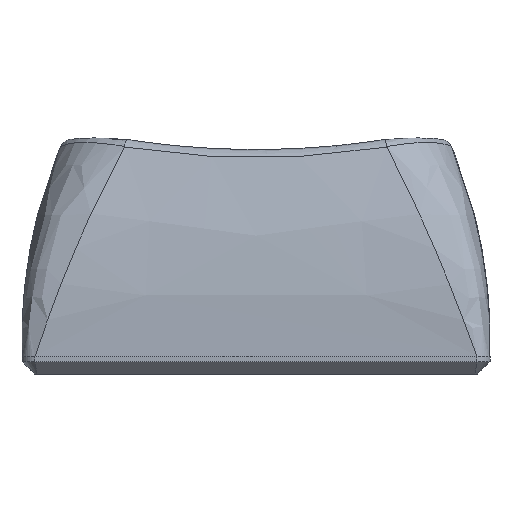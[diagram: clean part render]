
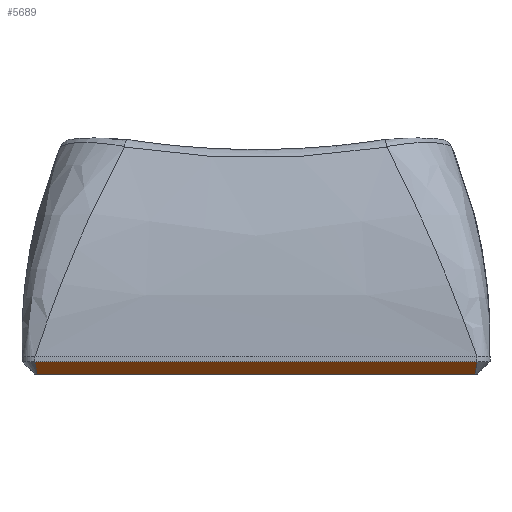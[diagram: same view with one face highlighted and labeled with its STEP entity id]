
A CAD part, front view. The second image highlights one B-rep face of the part: STEP entity #5689.
In plain terms, the highlighted planar face has unit normal (0, -0.707, -0.707).
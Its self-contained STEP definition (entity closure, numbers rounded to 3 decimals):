
#720 = PLANE('',#721);
#721 = AXIS2_PLACEMENT_3D('',#722,#723,#724);
#722 = CARTESIAN_POINT('',(-8.5,-9.,0.672));
#723 = DIRECTION('',(0.,-1.,0.));
#724 = DIRECTION('',(1.,0.,0.));
#1973 = VERTEX_POINT('',#1974);
#1974 = CARTESIAN_POINT('',(-8.5,-9.,0.48));
#2000 = EDGE_CURVE('',#1973,#2001,#2003,.T.);
#2001 = VERTEX_POINT('',#2002);
#2002 = CARTESIAN_POINT('',(8.5,-9.,0.48));
#2003 = SURFACE_CURVE('',#2004,(#2008,#2015),.PCURVE_S1.);
#2004 = LINE('',#2005,#2006);
#2005 = CARTESIAN_POINT('',(-8.5,-9.,0.48));
#2006 = VECTOR('',#2007,1.);
#2007 = DIRECTION('',(1.,0.,0.));
#2008 = PCURVE('',#720,#2009);
#2009 = DEFINITIONAL_REPRESENTATION('',(#2010),#2014);
#2010 = LINE('',#2011,#2012);
#2011 = CARTESIAN_POINT('',(0.,-0.192));
#2012 = VECTOR('',#2013,1.);
#2013 = DIRECTION('',(1.,0.));
#2014 = ( GEOMETRIC_REPRESENTATION_CONTEXT(2) 
PARAMETRIC_REPRESENTATION_CONTEXT() REPRESENTATION_CONTEXT('2D SPACE',''
  ) );
#2015 = PCURVE('',#2016,#2021);
#2016 = PLANE('',#2017);
#2017 = AXIS2_PLACEMENT_3D('',#2018,#2019,#2020);
#2018 = CARTESIAN_POINT('',(-8.5,-8.76,0.24));
#2019 = DIRECTION('',(0.,0.707,0.707)
  );
#2020 = DIRECTION('',(1.,0.,0.));
#2021 = DEFINITIONAL_REPRESENTATION('',(#2022),#2026);
#2022 = LINE('',#2023,#2024);
#2023 = CARTESIAN_POINT('',(0.,-0.339));
#2024 = VECTOR('',#2025,1.);
#2025 = DIRECTION('',(1.,0.));
#2026 = ( GEOMETRIC_REPRESENTATION_CONTEXT(2) 
PARAMETRIC_REPRESENTATION_CONTEXT() REPRESENTATION_CONTEXT('2D SPACE',''
  ) );
#3188 = CONICAL_SURFACE('',#3189,0.7,0.785);
#3189 = AXIS2_PLACEMENT_3D('',#3190,#3191,#3192);
#3190 = CARTESIAN_POINT('',(8.323,-8.323,0.48));
#3191 = DIRECTION('',(-0.,-0.,1.));
#3192 = DIRECTION('',(0.967,-0.253,0.));
#5689 = ADVANCED_FACE('',(#5690),#2016,.F.);
#5690 = FACE_BOUND('',#5691,.F.);
#5691 = EDGE_LOOP('',(#5692,#5727,#5728,#5758));
#5692 = ORIENTED_EDGE('',*,*,#5693,.F.);
#5693 = EDGE_CURVE('',#1973,#5694,#5696,.T.);
#5694 = VERTEX_POINT('',#5695);
#5695 = CARTESIAN_POINT('',(-8.42,-8.52,0.));
#5696 = SURFACE_CURVE('',#5697,(#5702,#5709),.PCURVE_S1.);
#5697 = PARABOLA('',#5698,0.008);
#5698 = AXIS2_PLACEMENT_3D('',#5699,#5700,#5701);
#5699 = CARTESIAN_POINT('',(-8.323,-8.311,
    -0.209));
#5700 = DIRECTION('',(0.,0.707,0.707)
  );
#5701 = DIRECTION('',(0.,-0.707,0.707)
  );
#5702 = PCURVE('',#2016,#5703);
#5703 = DEFINITIONAL_REPRESENTATION('',(#5704),#5708);
#5704 = B_SPLINE_CURVE_WITH_KNOTS('',2,(#5705,#5706,#5707),
  .UNSPECIFIED.,.F.,.F.,(3,3),(-0.177,-0.098),
  .PIECEWISE_BEZIER_KNOTS.);
#5705 = CARTESIAN_POINT('',(0.,-0.339));
#5706 = CARTESIAN_POINT('',(0.04,0.098));
#5707 = CARTESIAN_POINT('',(0.08,0.339));
#5708 = ( GEOMETRIC_REPRESENTATION_CONTEXT(2) 
PARAMETRIC_REPRESENTATION_CONTEXT() REPRESENTATION_CONTEXT('2D SPACE',''
  ) );
#5709 = PCURVE('',#5710,#5715);
#5710 = CONICAL_SURFACE('',#5711,0.7,0.785);
#5711 = AXIS2_PLACEMENT_3D('',#5712,#5713,#5714);
#5712 = CARTESIAN_POINT('',(-8.323,-8.323,0.48));
#5713 = DIRECTION('',(-0.,-0.,1.));
#5714 = DIRECTION('',(-0.253,-0.967,-0.));
#5715 = DEFINITIONAL_REPRESENTATION('',(#5716),#5726);
#5716 = B_SPLINE_CURVE_WITH_KNOTS('',8,(#5717,#5718,#5719,#5720,#5721,
    #5722,#5723,#5724,#5725),.UNSPECIFIED.,.F.,.F.,(9,9),(
    -0.177,-0.098),.PIECEWISE_BEZIER_KNOTS.);
#5717 = CARTESIAN_POINT('',(0.,0.));
#5718 = CARTESIAN_POINT('',(-0.014,-0.077));
#5719 = CARTESIAN_POINT('',(-0.03,-0.15));
#5720 = CARTESIAN_POINT('',(-0.048,-0.217));
#5721 = CARTESIAN_POINT('',(-0.069,-0.28));
#5722 = CARTESIAN_POINT('',(-0.094,-0.337));
#5723 = CARTESIAN_POINT('',(-0.123,-0.39));
#5724 = CARTESIAN_POINT('',(-0.158,-0.437));
#5725 = CARTESIAN_POINT('',(-0.203,-0.48));
#5726 = ( GEOMETRIC_REPRESENTATION_CONTEXT(2) 
PARAMETRIC_REPRESENTATION_CONTEXT() REPRESENTATION_CONTEXT('2D SPACE',''
  ) );
#5727 = ORIENTED_EDGE('',*,*,#2000,.T.);
#5728 = ORIENTED_EDGE('',*,*,#5729,.T.);
#5729 = EDGE_CURVE('',#2001,#5730,#5732,.T.);
#5730 = VERTEX_POINT('',#5731);
#5731 = CARTESIAN_POINT('',(8.42,-8.52,0.));
#5732 = SURFACE_CURVE('',#5733,(#5738,#5745),.PCURVE_S1.);
#5733 = PARABOLA('',#5734,0.008);
#5734 = AXIS2_PLACEMENT_3D('',#5735,#5736,#5737);
#5735 = CARTESIAN_POINT('',(8.323,-8.311,
    -0.209));
#5736 = DIRECTION('',(0.,-0.707,-0.707
    ));
#5737 = DIRECTION('',(0.,-0.707,0.707)
  );
#5738 = PCURVE('',#2016,#5739);
#5739 = DEFINITIONAL_REPRESENTATION('',(#5740),#5744);
#5740 = B_SPLINE_CURVE_WITH_KNOTS('',2,(#5741,#5742,#5743),
  .UNSPECIFIED.,.F.,.F.,(3,3),(-0.177,-0.098),
  .PIECEWISE_BEZIER_KNOTS.);
#5741 = CARTESIAN_POINT('',(17.,-0.339));
#5742 = CARTESIAN_POINT('',(16.96,0.098));
#5743 = CARTESIAN_POINT('',(16.92,0.339));
#5744 = ( GEOMETRIC_REPRESENTATION_CONTEXT(2) 
PARAMETRIC_REPRESENTATION_CONTEXT() REPRESENTATION_CONTEXT('2D SPACE',''
  ) );
#5745 = PCURVE('',#3188,#5746);
#5746 = DEFINITIONAL_REPRESENTATION('',(#5747),#5757);
#5747 = B_SPLINE_CURVE_WITH_KNOTS('',8,(#5748,#5749,#5750,#5751,#5752,
    #5753,#5754,#5755,#5756),.UNSPECIFIED.,.F.,.F.,(9,9),(
    -0.177,-0.098),.PIECEWISE_BEZIER_KNOTS.);
#5748 = CARTESIAN_POINT('',(-1.059,0.));
#5749 = CARTESIAN_POINT('',(-1.045,-0.077));
#5750 = CARTESIAN_POINT('',(-1.029,-0.15));
#5751 = CARTESIAN_POINT('',(-1.01,-0.217));
#5752 = CARTESIAN_POINT('',(-0.99,-0.28));
#5753 = CARTESIAN_POINT('',(-0.965,-0.337));
#5754 = CARTESIAN_POINT('',(-0.936,-0.39));
#5755 = CARTESIAN_POINT('',(-0.901,-0.437));
#5756 = CARTESIAN_POINT('',(-0.856,-0.48));
#5757 = ( GEOMETRIC_REPRESENTATION_CONTEXT(2) 
PARAMETRIC_REPRESENTATION_CONTEXT() REPRESENTATION_CONTEXT('2D SPACE',''
  ) );
#5758 = ORIENTED_EDGE('',*,*,#5759,.F.);
#5759 = EDGE_CURVE('',#5694,#5730,#5760,.T.);
#5760 = SURFACE_CURVE('',#5761,(#5765,#5772),.PCURVE_S1.);
#5761 = LINE('',#5762,#5763);
#5762 = CARTESIAN_POINT('',(-8.5,-8.52,0.));
#5763 = VECTOR('',#5764,1.);
#5764 = DIRECTION('',(1.,0.,0.));
#5765 = PCURVE('',#2016,#5766);
#5766 = DEFINITIONAL_REPRESENTATION('',(#5767),#5771);
#5767 = LINE('',#5768,#5769);
#5768 = CARTESIAN_POINT('',(0.,0.339));
#5769 = VECTOR('',#5770,1.);
#5770 = DIRECTION('',(1.,0.));
#5771 = ( GEOMETRIC_REPRESENTATION_CONTEXT(2) 
PARAMETRIC_REPRESENTATION_CONTEXT() REPRESENTATION_CONTEXT('2D SPACE',''
  ) );
#5772 = PCURVE('',#5773,#5778);
#5773 = PLANE('',#5774);
#5774 = AXIS2_PLACEMENT_3D('',#5775,#5776,#5777);
#5775 = CARTESIAN_POINT('',(8.5,9.,0.));
#5776 = DIRECTION('',(0.,0.,-1.));
#5777 = DIRECTION('',(-1.,0.,0.));
#5778 = DEFINITIONAL_REPRESENTATION('',(#5779),#5783);
#5779 = LINE('',#5780,#5781);
#5780 = CARTESIAN_POINT('',(17.,-17.52));
#5781 = VECTOR('',#5782,1.);
#5782 = DIRECTION('',(-1.,0.));
#5783 = ( GEOMETRIC_REPRESENTATION_CONTEXT(2) 
PARAMETRIC_REPRESENTATION_CONTEXT() REPRESENTATION_CONTEXT('2D SPACE',''
  ) );
